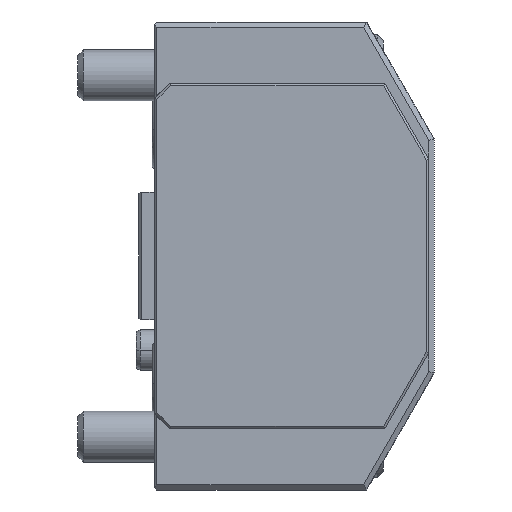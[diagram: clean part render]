
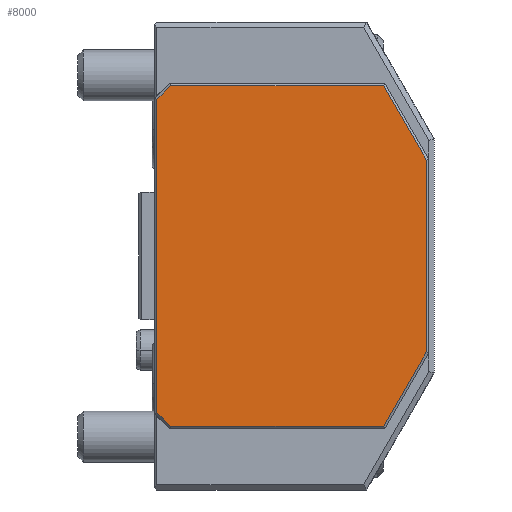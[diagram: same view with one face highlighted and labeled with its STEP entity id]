
A CAD part, left-side view. The second image highlights one B-rep face of the part: STEP entity #8000.
In plain terms, the highlighted planar face has unit normal (-1, 0, 0).
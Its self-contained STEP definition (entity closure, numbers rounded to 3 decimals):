
#807=DIRECTION('',(0.,0.,1.));
#808=VECTOR('',#807,37.732);
#809=CARTESIAN_POINT('',(-36.5,-53.5,-18.866));
#810=LINE('',#809,#808);
#811=DIRECTION('',(0.,-0.5,0.866));
#812=VECTOR('',#811,16.898);
#813=CARTESIAN_POINT('',(-36.5,-45.051,-33.5));
#814=LINE('',#813,#812);
#815=DIRECTION('',(0.,-1.,0.));
#816=VECTOR('',#815,41.844);
#817=CARTESIAN_POINT('',(-36.5,-3.207,-33.5));
#818=LINE('',#817,#816);
#819=DIRECTION('',(0.,-0.707,-0.707));
#820=VECTOR('',#819,3.828);
#821=CARTESIAN_POINT('',(-36.5,-0.5,-30.793));
#822=LINE('',#821,#820);
#823=DIRECTION('',(0.,0.,-1.));
#824=VECTOR('',#823,61.586);
#825=CARTESIAN_POINT('',(-36.5,-0.5,30.793));
#826=LINE('',#825,#824);
#827=DIRECTION('',(0.,0.707,-0.707));
#828=VECTOR('',#827,3.828);
#829=CARTESIAN_POINT('',(-36.5,-3.207,33.5));
#830=LINE('',#829,#828);
#831=DIRECTION('',(0.,1.,0.));
#832=VECTOR('',#831,41.844);
#833=CARTESIAN_POINT('',(-36.5,-45.051,33.5));
#834=LINE('',#833,#832);
#835=DIRECTION('',(0.,0.5,0.866));
#836=VECTOR('',#835,16.898);
#837=CARTESIAN_POINT('',(-36.5,-53.5,18.866));
#838=LINE('',#837,#836);
#6333=CARTESIAN_POINT('',(-36.5,-53.5,-18.866));
#6334=CARTESIAN_POINT('',(-36.5,-53.5,18.866));
#6335=VERTEX_POINT('',#6333);
#6336=VERTEX_POINT('',#6334);
#6337=CARTESIAN_POINT('',(-36.5,-45.051,33.5));
#6338=VERTEX_POINT('',#6337);
#6343=CARTESIAN_POINT('',(-36.5,-3.207,33.5));
#6344=VERTEX_POINT('',#6343);
#6347=CARTESIAN_POINT('',(-36.5,-0.5,30.793));
#6348=VERTEX_POINT('',#6347);
#6351=CARTESIAN_POINT('',(-36.5,-0.5,-30.793));
#6352=VERTEX_POINT('',#6351);
#6355=CARTESIAN_POINT('',(-36.5,-3.207,-33.5));
#6356=VERTEX_POINT('',#6355);
#6359=CARTESIAN_POINT('',(-36.5,-45.051,-33.5));
#6360=VERTEX_POINT('',#6359);
#7982=CARTESIAN_POINT('',(-36.5,-30.,0.));
#7983=DIRECTION('',(-1.,0.,0.));
#7984=DIRECTION('',(0.,0.,-1.));
#7985=AXIS2_PLACEMENT_3D('',#7982,#7983,#7984);
#7986=PLANE('',#7985);
#7988=ORIENTED_EDGE('',*,*,#7987,.F.);
#7990=ORIENTED_EDGE('',*,*,#7989,.F.);
#7992=ORIENTED_EDGE('',*,*,#7991,.F.);
#7993=ORIENTED_EDGE('',*,*,#7919,.F.);
#7994=ORIENTED_EDGE('',*,*,#7934,.F.);
#7995=ORIENTED_EDGE('',*,*,#7948,.F.);
#7996=ORIENTED_EDGE('',*,*,#7962,.F.);
#7997=ORIENTED_EDGE('',*,*,#7973,.F.);
#7998=EDGE_LOOP('',(#7988,#7990,#7992,#7993,#7994,#7995,#7996,#7997));
#7999=FACE_OUTER_BOUND('',#7998,.F.);
#7919=EDGE_CURVE('',#6352,#6356,#822,.T.);
#7934=EDGE_CURVE('',#6348,#6352,#826,.T.);
#7948=EDGE_CURVE('',#6344,#6348,#830,.T.);
#7962=EDGE_CURVE('',#6338,#6344,#834,.T.);
#7973=EDGE_CURVE('',#6336,#6338,#838,.T.);
#7987=EDGE_CURVE('',#6335,#6336,#810,.T.);
#7989=EDGE_CURVE('',#6360,#6335,#814,.T.);
#7991=EDGE_CURVE('',#6356,#6360,#818,.T.);
#8000=ADVANCED_FACE('',(#7999),#7986,.T.);
